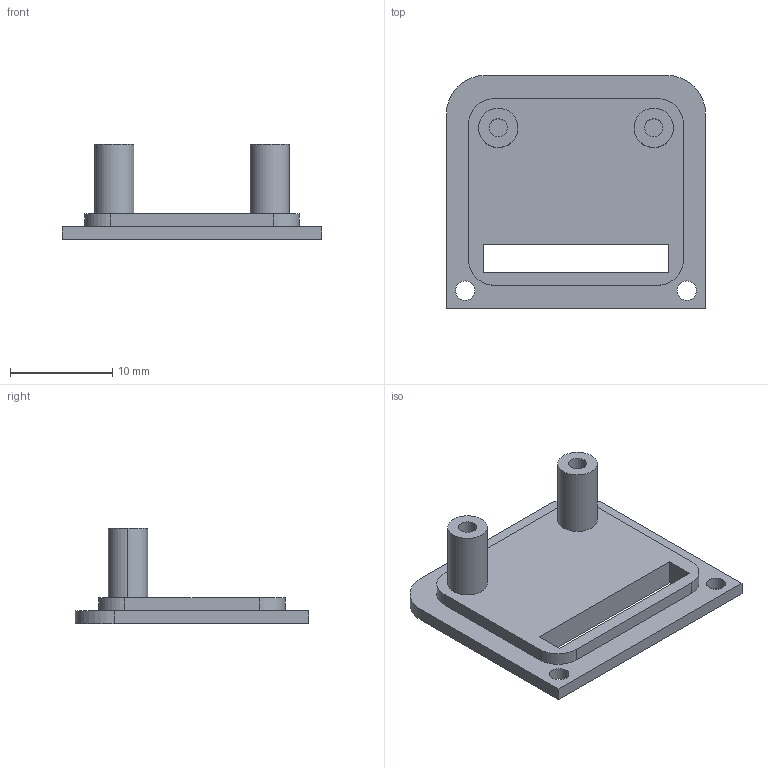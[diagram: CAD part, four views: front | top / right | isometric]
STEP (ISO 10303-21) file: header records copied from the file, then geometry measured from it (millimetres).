
FILE_DESCRIPTION (( 'STEP AP214' ), '1' );
FILE_NAME ('cap back.STEP', '2018-06-03T21:17:00', ( 'hobbes' ), ( '' ), 'SwSTEP 2.0', 'SolidWorks 2013', '' );
FILE_SCHEMA (( 'AUTOMOTIVE_DESIGN' ));
Length unit declared in the file: inch
Products named in the file (1): cap back
Bounding box: 25.4 x 22.86 x 9.32 mm (x, y, z)
Volume: 1201.4 mm3; surface area: 1610.8 mm2
Topology: 1 solids, 1 shells, 37 faces, 90 edges, 60 vertices
Faces by surface type: plane 19, cylinder 18
Entity records: 1152 total; most frequent: DIRECTION 202, CARTESIAN_POINT 188, ORIENTED_EDGE 180, EDGE_CURVE 90, AXIS2_PLACEMENT_3D 74, VERTEX_POINT 60, VECTOR 54, LINE 54
